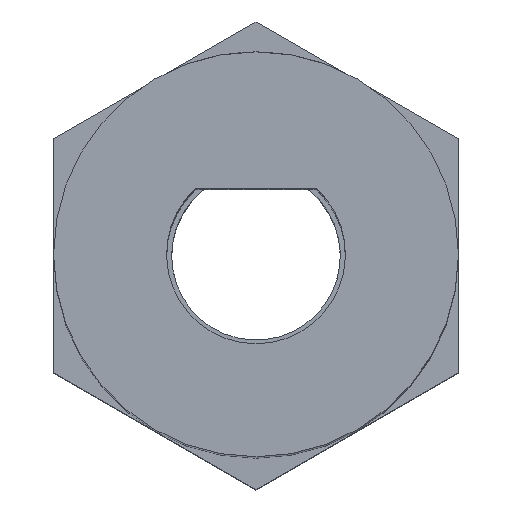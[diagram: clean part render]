
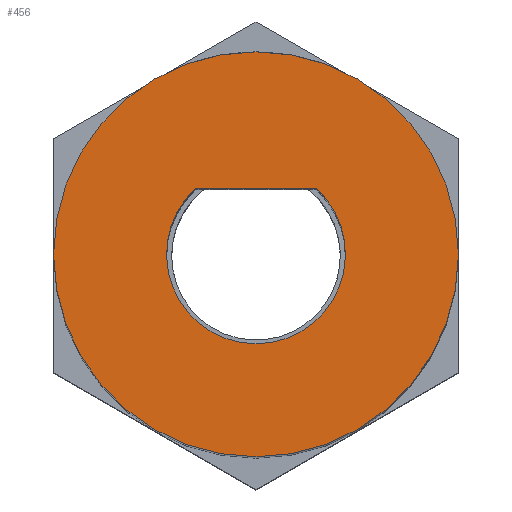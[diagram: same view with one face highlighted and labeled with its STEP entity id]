
A CAD part, top view. The second image highlights one B-rep face of the part: STEP entity #456.
In plain terms, the highlighted planar face has unit normal (0, 0, 1).
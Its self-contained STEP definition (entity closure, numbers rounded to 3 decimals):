
#17=FACE_BOUND('',#83,.T.);
#56=FACE_OUTER_BOUND('',#82,.T.);
#82=EDGE_LOOP('',(#405));
#83=EDGE_LOOP('',(#406,#407));
#92=CIRCLE('',#485,6.);
#102=CIRCLE('',#509,2.65);
#138=LINE('',#871,#176);
#176=VECTOR('',#608,10.);
#191=VERTEX_POINT('',#673);
#216=VERTEX_POINT('',#868);
#217=VERTEX_POINT('',#870);
#238=EDGE_CURVE('',#191,#191,#92,.T.);
#276=EDGE_CURVE('',#217,#216,#138,.T.);
#284=EDGE_CURVE('',#216,#217,#102,.T.);
#405=ORIENTED_EDGE('',*,*,#238,.T.);
#406=ORIENTED_EDGE('',*,*,#284,.T.);
#407=ORIENTED_EDGE('',*,*,#276,.T.);
#432=PLANE('',#511);
#456=ADVANCED_FACE('',(#56,#17),#432,.T.);
#485=AXIS2_PLACEMENT_3D('',#674,#553,#554);
#509=AXIS2_PLACEMENT_3D('',#884,#627,#628);
#511=AXIS2_PLACEMENT_3D('',#886,#631,#632);
#553=DIRECTION('center_axis',(0.,0.,1.));
#554=DIRECTION('ref_axis',(-1.,0.,0.));
#608=DIRECTION('',(1.,0.,0.));
#627=DIRECTION('center_axis',(0.,0.,-1.));
#628=DIRECTION('ref_axis',(-1.,0.,0.));
#631=DIRECTION('center_axis',(0.,0.,1.));
#632=DIRECTION('ref_axis',(-1.,0.,0.));
#673=CARTESIAN_POINT('',(6.,0.,33.));
#674=CARTESIAN_POINT('Origin',(0.,0.,33.));
#868=CARTESIAN_POINT('',(1.794,1.95,33.));
#870=CARTESIAN_POINT('',(-1.794,1.95,33.));
#871=CARTESIAN_POINT('',(-0.897,1.95,33.));
#884=CARTESIAN_POINT('Origin',(0.,0.,33.));
#886=CARTESIAN_POINT('Origin',(0.,0.,33.));
